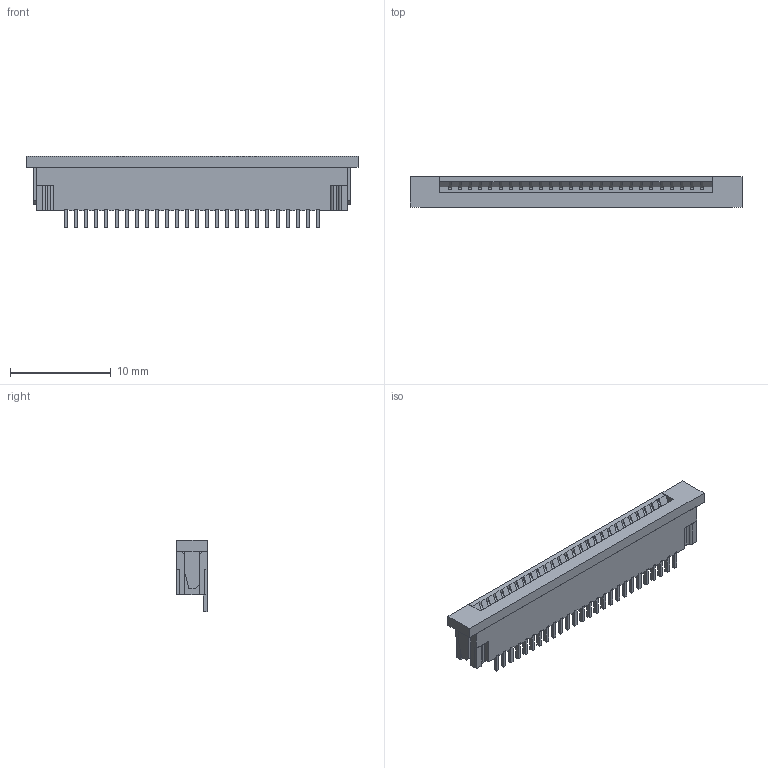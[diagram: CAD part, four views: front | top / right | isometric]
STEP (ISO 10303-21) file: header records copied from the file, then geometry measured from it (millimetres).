
FILE_DESCRIPTION(/* description */ ('Unknown'),/* implementation_level */ '2;1');
FILE_NAME(/* name */ '68612614122',/* time_stamp */ '2016-01-26T10:40:40+01:00',/* author */ ('Unknown'),/* organization */ ('Unknown'),/* preprocessor_version */ 'ST-DEVELOPER v16',/* originating_system */ 'DEX',/* authorisation */ $);
FILE_SCHEMA (('AUTOMOTIVE_DESIGN {1 0 10303 214 3 1 1}'));
Length unit declared in the file: millimetre
Products named in the file (6): 6861xx14122; 68612614122; 6861xx14122_PIN; 6860xx14122_FLANGE; 6860xx14122_FLANGE-BIS; 68612614122_PAD
Assembly tree (30 placements, depth 2):
  6861xx14122
    68612614122
    6861xx14122_PIN  x26
    6860xx14122_FLANGE
    6860xx14122_FLANGE-BIS
    68612614122_PAD
Bounding box: 33 x 3 x 7.1 mm (x, y, z)
Volume: 426.2 mm3; surface area: 1880.4 mm2
Topology: 30 solids, 30 shells, 1235 faces, 3559 edges, 2282 vertices
Faces by surface type: plane 1223, cylinder 12
Entity records: 23690 total; most frequent: ORIENTED_EDGE 4268, CARTESIAN_POINT 4207, DIRECTION 3640, EDGE_CURVE 2134, LINE 2110, VECTOR 2110, VERTEX_POINT 1332, AXIS2_PLACEMENT_3D 765
